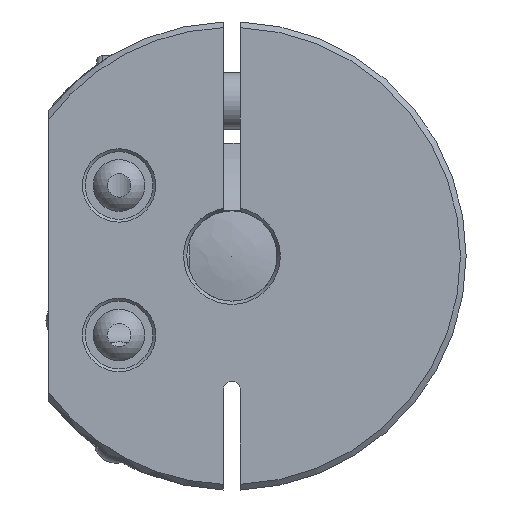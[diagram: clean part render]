
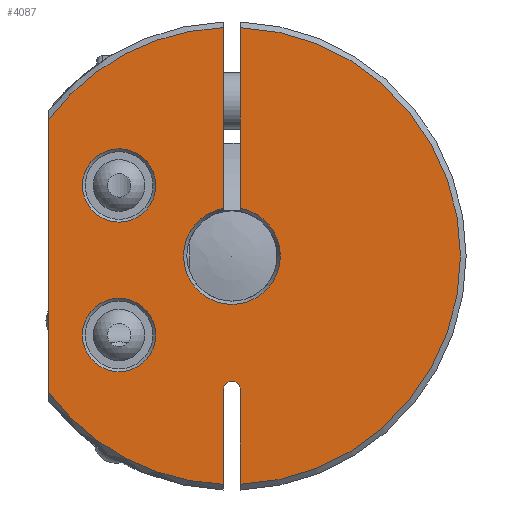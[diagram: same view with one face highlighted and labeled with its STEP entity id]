
A CAD part, left-side view. The second image highlights one B-rep face of the part: STEP entity #4087.
In plain terms, the highlighted planar face has unit normal (-1, 0, 0).
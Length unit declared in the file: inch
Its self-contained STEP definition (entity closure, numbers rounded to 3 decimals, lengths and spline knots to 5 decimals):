
#91=FACE_BOUND('',#617,.T.);
#92=FACE_BOUND('',#618,.T.);
#200=PLANE('',#4411);
#383=FACE_OUTER_BOUND('',#616,.T.);
#616=EDGE_LOOP('',(#2930,#2931,#2932,#2933,#2934,#2935,#2936,#2937,#2938,
#2939));
#617=EDGE_LOOP('',(#2940));
#618=EDGE_LOOP('',(#2941));
#928=LINE('',#6511,#1170);
#937=LINE('',#6554,#1179);
#938=LINE('',#6558,#1180);
#939=LINE('',#6562,#1181);
#940=LINE('',#6566,#1182);
#1170=VECTOR('',#5121,0.3937);
#1179=VECTOR('',#5134,0.3937);
#1180=VECTOR('',#5137,0.3937);
#1181=VECTOR('',#5140,0.3937);
#1182=VECTOR('',#5143,0.3937);
#1410=CIRCLE('',#4405,0.33769);
#1415=CIRCLE('',#4412,1.59449);
#1416=CIRCLE('',#4413,1.59449);
#1417=CIRCLE('',#4414,0.05906);
#1418=CIRCLE('',#4415,1.59449);
#1419=CIRCLE('',#4416,0.25591);
#1420=CIRCLE('',#4417,0.25591);
#1679=VERTEX_POINT('',#6488);
#1680=VERTEX_POINT('',#6492);
#1687=VERTEX_POINT('',#6510);
#1699=VERTEX_POINT('',#6553);
#1700=VERTEX_POINT('',#6555);
#1701=VERTEX_POINT('',#6557);
#1702=VERTEX_POINT('',#6559);
#1703=VERTEX_POINT('',#6561);
#1704=VERTEX_POINT('',#6563);
#1705=VERTEX_POINT('',#6565);
#1706=VERTEX_POINT('',#6568);
#1707=VERTEX_POINT('',#6570);
#2147=EDGE_CURVE('',#1679,#1680,#1410,.T.);
#2155=EDGE_CURVE('',#1687,#1680,#928,.T.);
#2168=EDGE_CURVE('',#1679,#1699,#937,.T.);
#2169=EDGE_CURVE('',#1700,#1699,#1415,.T.);
#2170=EDGE_CURVE('',#1700,#1701,#938,.T.);
#2171=EDGE_CURVE('',#1702,#1701,#1416,.T.);
#2172=EDGE_CURVE('',#1702,#1703,#939,.T.);
#2173=EDGE_CURVE('',#1703,#1704,#1417,.T.);
#2174=EDGE_CURVE('',#1704,#1705,#940,.T.);
#2175=EDGE_CURVE('',#1687,#1705,#1418,.T.);
#2176=EDGE_CURVE('',#1706,#1706,#1419,.T.);
#2177=EDGE_CURVE('',#1707,#1707,#1420,.T.);
#2930=ORIENTED_EDGE('',*,*,#2147,.F.);
#2931=ORIENTED_EDGE('',*,*,#2168,.T.);
#2932=ORIENTED_EDGE('',*,*,#2169,.F.);
#2933=ORIENTED_EDGE('',*,*,#2170,.T.);
#2934=ORIENTED_EDGE('',*,*,#2171,.F.);
#2935=ORIENTED_EDGE('',*,*,#2172,.T.);
#2936=ORIENTED_EDGE('',*,*,#2173,.T.);
#2937=ORIENTED_EDGE('',*,*,#2174,.T.);
#2938=ORIENTED_EDGE('',*,*,#2175,.F.);
#2939=ORIENTED_EDGE('',*,*,#2155,.T.);
#2940=ORIENTED_EDGE('',*,*,#2176,.F.);
#2941=ORIENTED_EDGE('',*,*,#2177,.F.);
#4087=ADVANCED_FACE('',(#383,#91,#92),#200,.T.);
#4405=AXIS2_PLACEMENT_3D('',#6493,#5108,#5109);
#4411=AXIS2_PLACEMENT_3D('',#6552,#5132,#5133);
#4412=AXIS2_PLACEMENT_3D('',#6556,#5135,#5136);
#4413=AXIS2_PLACEMENT_3D('',#6560,#5138,#5139);
#4414=AXIS2_PLACEMENT_3D('',#6564,#5141,#5142);
#4415=AXIS2_PLACEMENT_3D('',#6567,#5144,#5145);
#4416=AXIS2_PLACEMENT_3D('',#6569,#5146,#5147);
#4417=AXIS2_PLACEMENT_3D('',#6571,#5148,#5149);
#5108=DIRECTION('center_axis',(-1.,0.,0.));
#5109=DIRECTION('ref_axis',(0.,0.,-1.));
#5121=DIRECTION('',(0.,0.,-1.));
#5132=DIRECTION('center_axis',(-1.,0.,0.));
#5133=DIRECTION('ref_axis',(0.,0.,1.));
#5134=DIRECTION('',(0.,0.,1.));
#5135=DIRECTION('center_axis',(1.,0.,0.));
#5136=DIRECTION('ref_axis',(0.,-1.,0.));
#5137=DIRECTION('',(0.,0.,-1.));
#5138=DIRECTION('center_axis',(1.,0.,0.));
#5139=DIRECTION('ref_axis',(0.,-1.,0.));
#5140=DIRECTION('',(0.,0.,1.));
#5141=DIRECTION('center_axis',(1.,0.,0.));
#5142=DIRECTION('ref_axis',(0.,0.,
-1.));
#5143=DIRECTION('',(0.,0.,-1.));
#5144=DIRECTION('center_axis',(1.,0.,0.));
#5145=DIRECTION('ref_axis',(0.,-1.,0.));
#5146=DIRECTION('center_axis',(-1.,0.,0.));
#5147=DIRECTION('ref_axis',(0.,0.,-1.));
#5148=DIRECTION('center_axis',(-1.,0.,0.));
#5149=DIRECTION('ref_axis',(0.,0.,-1.));
#6488=CARTESIAN_POINT('',(-1.81102,0.05906,0.33249));
#6492=CARTESIAN_POINT('',(-1.81102,-0.05906,0.33249));
#6493=CARTESIAN_POINT('Origin',(-1.81102,0.,
0.));
#6510=CARTESIAN_POINT('',(-1.81102,-0.05906,1.59339));
#6511=CARTESIAN_POINT('',(-1.81102,-0.05906,0.46595));
#6552=CARTESIAN_POINT('Origin',(-1.81102,0.81693,0.));
#6553=CARTESIAN_POINT('',(-1.81102,0.05906,1.59339));
#6554=CARTESIAN_POINT('',(-1.81102,0.05906,0.46595));
#6555=CARTESIAN_POINT('',(-1.81102,1.27953,0.95142));
#6556=CARTESIAN_POINT('Origin',(-1.81102,0.,
0.));
#6557=CARTESIAN_POINT('',(-1.81102,1.27953,-0.95142));
#6558=CARTESIAN_POINT('',(-1.81102,1.27953,-0.72835));
#6559=CARTESIAN_POINT('',(-1.81102,0.05906,-1.59339));
#6560=CARTESIAN_POINT('Origin',(-1.81102,0.,
0.));
#6561=CARTESIAN_POINT('',(-1.81102,0.05906,-0.93174));
#6562=CARTESIAN_POINT('',(-1.81102,0.05906,-0.46587));
#6563=CARTESIAN_POINT('',(-1.81102,-0.05906,-0.93174));
#6564=CARTESIAN_POINT('Origin',(-1.81102,0.,
-0.93174));
#6565=CARTESIAN_POINT('',(-1.81102,-0.05906,-1.59339));
#6566=CARTESIAN_POINT('',(-1.81102,-0.05906,-0.86941));
#6567=CARTESIAN_POINT('Origin',(-1.81102,0.,
0.));
#6568=CARTESIAN_POINT('',(-1.81102,0.7874,0.74803));
#6569=CARTESIAN_POINT('Origin',(-1.81102,0.7874,0.49213));
#6570=CARTESIAN_POINT('',(-1.81102,0.7874,-0.29528));
#6571=CARTESIAN_POINT('Origin',(-1.81102,0.7874,-0.55118));
